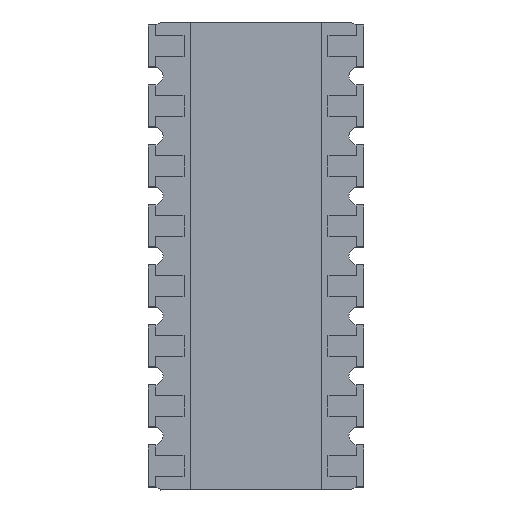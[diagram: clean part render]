
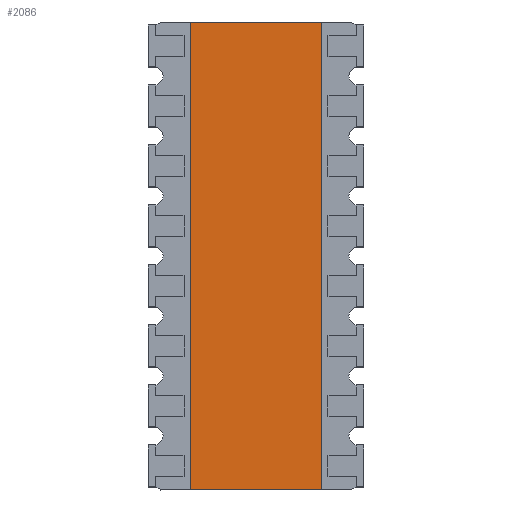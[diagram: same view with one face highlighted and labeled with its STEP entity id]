
A CAD part, top view. The second image highlights one B-rep face of the part: STEP entity #2086.
In plain terms, the highlighted planar face has unit normal (0, 0, 1).
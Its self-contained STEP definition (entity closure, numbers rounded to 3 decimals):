
#243 = CARTESIAN_POINT ( 'NONE',  ( 0.3, 3.9, 0.55 ) ) ;
#265 = EDGE_CURVE ( 'NONE', #3174, #1869, #1628, .T. ) ;
#401 = DIRECTION ( 'NONE',  ( -1., 0., 0. ) ) ;
#572 = VECTOR ( 'NONE', #3467, 1000. ) ;
#747 = LINE ( 'NONE', #3487, #572 ) ;
#886 = VECTOR ( 'NONE', #900, 1000. ) ;
#900 = DIRECTION ( 'NONE',  ( 1., 0., 0. ) ) ;
#1219 = DIRECTION ( 'NONE',  ( 0., 0., 1. ) ) ;
#1313 = CARTESIAN_POINT ( 'NONE',  ( 0.3, 3.9, 0.55 ) ) ;
#1334 = VECTOR ( 'NONE', #3444, 1000. ) ;
#1349 = LINE ( 'NONE', #2544, #1334 ) ;
#1411 = EDGE_CURVE ( 'NONE', #3174, #3073, #1349, .T. ) ;
#1628 = LINE ( 'NONE', #1313, #3320 ) ;
#1680 = EDGE_CURVE ( 'NONE', #1869, #3106, #747, .T. ) ;
#1823 = ORIENTED_EDGE ( 'NONE', *, *, #265, .T. ) ;
#1869 = VERTEX_POINT ( 'NONE', #243 ) ;
#2067 = CARTESIAN_POINT ( 'NONE',  ( 1.4, 0., 0.55 ) ) ;
#2086 = ADVANCED_FACE ( 'NONE', ( #2298 ), #2631, .T. ) ;
#2177 = CARTESIAN_POINT ( 'NONE',  ( 0.3, 0., 0.55 ) ) ;
#2198 = EDGE_CURVE ( 'NONE', #3106, #3073, #3599, .T. ) ;
#2298 = FACE_OUTER_BOUND ( 'NONE', #3057, .T. ) ;
#2544 = CARTESIAN_POINT ( 'NONE',  ( 1.4, 0., 0.55 ) ) ;
#2631 = PLANE ( 'NONE',  #3332 ) ;
#2669 = CARTESIAN_POINT ( 'NONE',  ( 0.3, 0., 0.55 ) ) ;
#2699 = ORIENTED_EDGE ( 'NONE', *, *, #1680, .T. ) ;
#2712 = ORIENTED_EDGE ( 'NONE', *, *, #1411, .F. ) ;
#3022 = CARTESIAN_POINT ( 'NONE',  ( 1.4, 3.9, 0.55 ) ) ;
#3057 = EDGE_LOOP ( 'NONE', ( #2712, #1823, #2699, #3275 ) ) ;
#3073 = VERTEX_POINT ( 'NONE', #2067 ) ;
#3106 = VERTEX_POINT ( 'NONE', #2669 ) ;
#3174 = VERTEX_POINT ( 'NONE', #3022 ) ;
#3240 = DIRECTION ( 'NONE',  ( 1., 0., 0. ) ) ;
#3275 = ORIENTED_EDGE ( 'NONE', *, *, #2198, .T. ) ;
#3320 = VECTOR ( 'NONE', #401, 1000. ) ;
#3332 = AXIS2_PLACEMENT_3D ( 'NONE', #2177, #1219, #3240 ) ;
#3444 = DIRECTION ( 'NONE',  ( 0., -1., 0. ) ) ;
#3467 = DIRECTION ( 'NONE',  ( 0., -1., 0. ) ) ;
#3487 = CARTESIAN_POINT ( 'NONE',  ( 0.3, 0., 0.55 ) ) ;
#3599 = LINE ( 'NONE', #3616, #886 ) ;
#3616 = CARTESIAN_POINT ( 'NONE',  ( 0.3, 0., 0.55 ) ) ;
